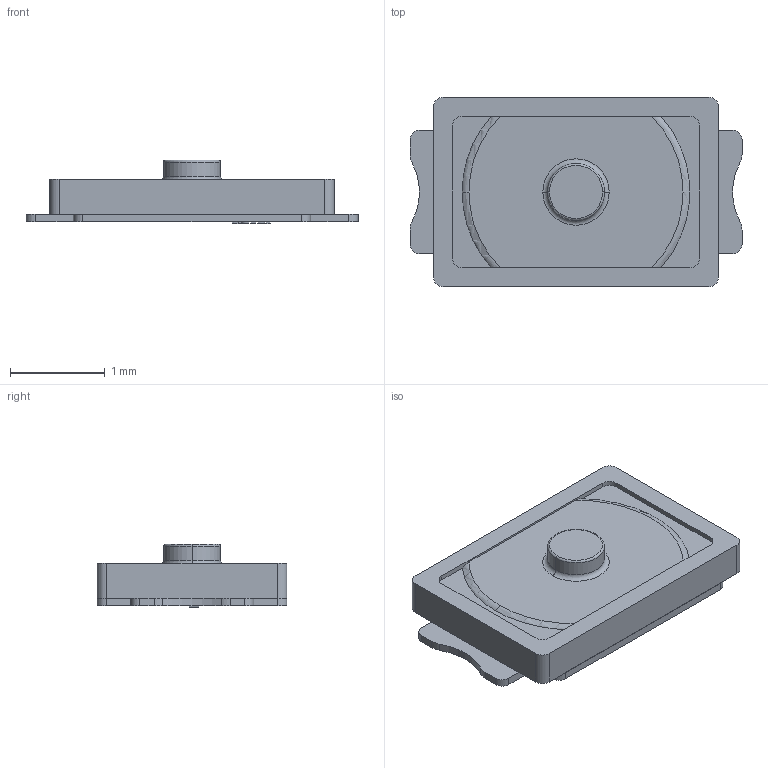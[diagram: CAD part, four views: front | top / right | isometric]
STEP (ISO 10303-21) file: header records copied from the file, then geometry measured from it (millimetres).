
FILE_DESCRIPTION (( 'STEP AP214' ), '1' );
FILE_NAME ('SW-SMD_L3.0-W2.0-LS3.5.step', '2022-07-26T15:18:31', ( '' ), ( '' ), 'SwSTEP 2.0', 'SolidWorks 2020', '' );
FILE_SCHEMA (( 'AUTOMOTIVE_DESIGN' ));
Length unit declared in the file: millimetre
Products named in the file (1): SW-SMD_L3.0-W2.0-LS3.5
Bounding box: 3.5 x 2 x 0.67 mm (x, y, z)
Volume: 2.7 mm3; surface area: 29.2 mm2
Topology: 20 solids, 20 shells, 430 faces, 1084 edges, 714 vertices
Faces by surface type: plane 233, bspline 114, cylinder 56, torus 27
Entity records: 18096 total; most frequent: CARTESIAN_POINT 4369, ORIENTED_EDGE 2168, DIRECTION 1651, EDGE_CURVE 1084, VERTEX_POINT 714, VECTOR 679, LINE 679, AXIS2_PLACEMENT_3D 486
